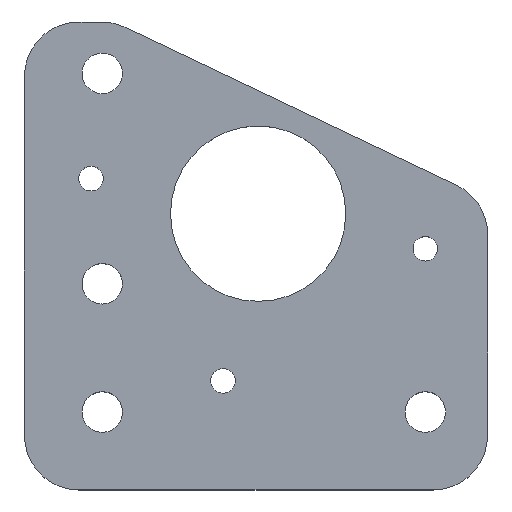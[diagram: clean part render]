
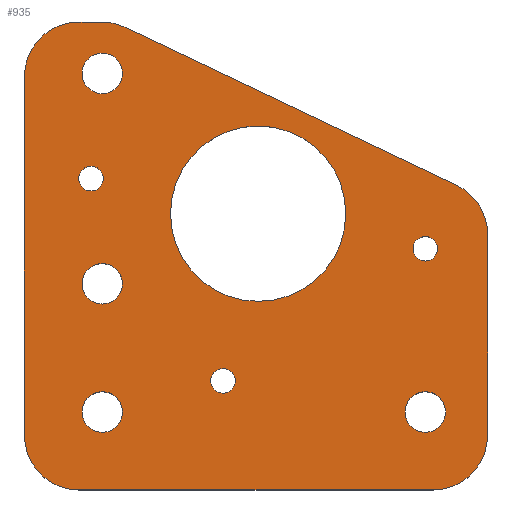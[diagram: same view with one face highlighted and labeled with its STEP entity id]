
A CAD part, top view. The second image highlights one B-rep face of the part: STEP entity #935.
In plain terms, the highlighted planar face has unit normal (0, 0, 1).
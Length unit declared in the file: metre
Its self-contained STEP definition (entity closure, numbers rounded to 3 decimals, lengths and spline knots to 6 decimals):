
#70=LINE('',#1483,#130);
#72=LINE('',#1487,#132);
#75=LINE('',#1493,#135);
#78=LINE('',#1499,#138);
#81=LINE('',#1528,#141);
#130=VECTOR('',#1179,1.);
#132=VECTOR('',#1183,1.);
#135=VECTOR('',#1188,1.);
#138=VECTOR('',#1193,1.);
#141=VECTOR('',#1228,1.);
#250=ORIENTED_EDGE('',*,*,#471,.T.);
#251=ORIENTED_EDGE('',*,*,#494,.T.);
#252=ORIENTED_EDGE('',*,*,#473,.F.);
#253=ORIENTED_EDGE('',*,*,#495,.T.);
#254=ORIENTED_EDGE('',*,*,#476,.F.);
#255=ORIENTED_EDGE('',*,*,#496,.T.);
#256=ORIENTED_EDGE('',*,*,#479,.T.);
#257=ORIENTED_EDGE('',*,*,#497,.T.);
#258=ORIENTED_EDGE('',*,*,#490,.T.);
#259=ORIENTED_EDGE('',*,*,#498,.T.);
#260=ORIENTED_EDGE('',*,*,#489,.F.);
#261=ORIENTED_EDGE('',*,*,#488,.F.);
#262=ORIENTED_EDGE('',*,*,#487,.F.);
#263=ORIENTED_EDGE('',*,*,#486,.F.);
#264=ORIENTED_EDGE('',*,*,#485,.F.);
#265=ORIENTED_EDGE('',*,*,#484,.F.);
#266=ORIENTED_EDGE('',*,*,#482,.F.);
#267=ORIENTED_EDGE('',*,*,#493,.F.);
#471=EDGE_CURVE('',#599,#598,#70,.T.);
#473=EDGE_CURVE('',#600,#601,#72,.T.);
#476=EDGE_CURVE('',#602,#603,#75,.T.);
#479=EDGE_CURVE('',#604,#605,#78,.T.);
#482=EDGE_CURVE('',#606,#606,#676,.T.);
#484=EDGE_CURVE('',#608,#608,#678,.T.);
#485=EDGE_CURVE('',#609,#609,#679,.T.);
#486=EDGE_CURVE('',#610,#610,#680,.T.);
#487=EDGE_CURVE('',#611,#611,#681,.T.);
#488=EDGE_CURVE('',#612,#612,#682,.T.);
#489=EDGE_CURVE('',#613,#613,#683,.T.);
#490=EDGE_CURVE('',#614,#615,#81,.T.);
#493=EDGE_CURVE('',#616,#616,#684,.T.);
#494=EDGE_CURVE('',#598,#601,#685,.T.);
#495=EDGE_CURVE('',#600,#603,#686,.T.);
#496=EDGE_CURVE('',#602,#604,#687,.T.);
#497=EDGE_CURVE('',#605,#614,#688,.T.);
#498=EDGE_CURVE('',#615,#599,#689,.T.);
#598=VERTEX_POINT('',#1482);
#599=VERTEX_POINT('',#1484);
#600=VERTEX_POINT('',#1488);
#601=VERTEX_POINT('',#1489);
#602=VERTEX_POINT('',#1494);
#603=VERTEX_POINT('',#1495);
#604=VERTEX_POINT('',#1500);
#605=VERTEX_POINT('',#1501);
#606=VERTEX_POINT('',#1506);
#608=VERTEX_POINT('',#1511);
#609=VERTEX_POINT('',#1514);
#610=VERTEX_POINT('',#1517);
#611=VERTEX_POINT('',#1520);
#612=VERTEX_POINT('',#1523);
#613=VERTEX_POINT('',#1526);
#614=VERTEX_POINT('',#1529);
#615=VERTEX_POINT('',#1530);
#616=VERTEX_POINT('',#1535);
#676=CIRCLE('',#1022,0.0026);
#678=CIRCLE('',#1025,0.001575);
#679=CIRCLE('',#1027,0.0026);
#680=CIRCLE('',#1029,0.0026);
#681=CIRCLE('',#1031,0.001575);
#682=CIRCLE('',#1033,0.001575);
#683=CIRCLE('',#1035,0.01125);
#684=CIRCLE('',#1038,0.0026);
#685=CIRCLE('',#1040,0.007);
#686=CIRCLE('',#1041,0.007);
#687=CIRCLE('',#1042,0.007);
#688=CIRCLE('',#1043,0.007);
#689=CIRCLE('',#1044,0.007);
#746=EDGE_LOOP('',(#250,#251,#252,#253,#254,#255,#256,#257,#258,#259));
#747=EDGE_LOOP('',(#260));
#748=EDGE_LOOP('',(#261));
#749=EDGE_LOOP('',(#262));
#750=EDGE_LOOP('',(#263));
#751=EDGE_LOOP('',(#264));
#752=EDGE_LOOP('',(#265));
#753=EDGE_LOOP('',(#266));
#754=EDGE_LOOP('',(#267));
#839=FACE_BOUND('',#746,.T.);
#840=FACE_BOUND('',#747,.T.);
#841=FACE_BOUND('',#748,.T.);
#842=FACE_BOUND('',#749,.T.);
#843=FACE_BOUND('',#750,.T.);
#844=FACE_BOUND('',#751,.T.);
#845=FACE_BOUND('',#752,.T.);
#846=FACE_BOUND('',#753,.T.);
#847=FACE_BOUND('',#754,.T.);
#902=PLANE('',#1039);
#935=ADVANCED_FACE('',(#839,#840,#841,#842,#843,#844,#845,#846,#847),#902,
 .T.);
#1022=AXIS2_PLACEMENT_3D('',#1505,#1198,#1199);
#1025=AXIS2_PLACEMENT_3D('',#1510,#1204,#1205);
#1027=AXIS2_PLACEMENT_3D('',#1513,#1208,#1209);
#1029=AXIS2_PLACEMENT_3D('',#1516,#1212,#1213);
#1031=AXIS2_PLACEMENT_3D('',#1519,#1216,#1217);
#1033=AXIS2_PLACEMENT_3D('',#1522,#1220,#1221);
#1035=AXIS2_PLACEMENT_3D('',#1525,#1224,#1225);
#1038=AXIS2_PLACEMENT_3D('',#1534,#1233,#1234);
#1039=AXIS2_PLACEMENT_3D('',#1536,#1235,#1236);
#1040=AXIS2_PLACEMENT_3D('',#1537,#1237,#1238);
#1041=AXIS2_PLACEMENT_3D('',#1538,#1239,#1240);
#1042=AXIS2_PLACEMENT_3D('',#1539,#1241,#1242);
#1043=AXIS2_PLACEMENT_3D('',#1540,#1243,#1244);
#1044=AXIS2_PLACEMENT_3D('',#1541,#1245,#1246);
#1179=DIRECTION('',(-0.903,0.43,0.));
#1183=DIRECTION('',(1.,0.,0.));
#1188=DIRECTION('',(0.,1.,0.));
#1193=DIRECTION('',(1.,0.,0.));
#1198=DIRECTION('',(0.,0.,1.));
#1199=DIRECTION('',(1.,0.,0.));
#1204=DIRECTION('',(0.,0.,1.));
#1205=DIRECTION('',(1.,0.,0.));
#1208=DIRECTION('',(0.,0.,1.));
#1209=DIRECTION('',(1.,0.,0.));
#1212=DIRECTION('',(0.,0.,1.));
#1213=DIRECTION('',(1.,0.,0.));
#1216=DIRECTION('',(0.,0.,1.));
#1217=DIRECTION('',(1.,0.,0.));
#1220=DIRECTION('',(0.,0.,1.));
#1221=DIRECTION('',(1.,0.,0.));
#1224=DIRECTION('',(0.,0.,1.));
#1225=DIRECTION('',(1.,0.,0.));
#1228=DIRECTION('',(0.,1.,0.));
#1233=DIRECTION('',(0.,0.,1.));
#1234=DIRECTION('',(1.,0.,0.));
#1235=DIRECTION('',(0.,0.,1.));
#1236=DIRECTION('',(1.,0.,0.));
#1237=DIRECTION('',(0.,0.,1.));
#1238=DIRECTION('',(1.,0.,0.));
#1239=DIRECTION('',(0.,0.,1.));
#1240=DIRECTION('',(1.,0.,0.));
#1241=DIRECTION('',(0.,0.,1.));
#1242=DIRECTION('',(1.,0.,0.));
#1243=DIRECTION('',(0.,0.,1.));
#1244=DIRECTION('',(1.,0.,0.));
#1245=DIRECTION('',(0.,0.,1.));
#1246=DIRECTION('',(1.,0.,0.));
#1482=CARTESIAN_POINT('',(0.00292,0.049373,0.0454));
#1483=CARTESIAN_POINT('',(0.029727,0.036604,0.0454));
#1484=CARTESIAN_POINT('',(0.045464,0.029108,0.0454));
#1487=CARTESIAN_POINT('',(-0.004254,0.050053,0.0454));
#1488=CARTESIAN_POINT('',(-0.003,0.050053,0.0454));
#1489=CARTESIAN_POINT('',(-0.00009,0.050053,0.0454));
#1493=CARTESIAN_POINT('',(-0.01,0.030027,0.0454));
#1494=CARTESIAN_POINT('',(-0.01,-0.003,0.0454));
#1495=CARTESIAN_POINT('',(-0.01,0.043053,0.0454));
#1499=CARTESIAN_POINT('',(0.029727,-0.01,0.0454));
#1500=CARTESIAN_POINT('',(-0.003,-0.01,0.0454));
#1501=CARTESIAN_POINT('',(0.042453,-0.01,0.0454));
#1505=CARTESIAN_POINT('',(0.,0.016453,0.0454));
#1506=CARTESIAN_POINT('',(0.0026,0.016453,0.0454));
#1510=CARTESIAN_POINT('',(-0.001453,0.029953,0.0454));
#1511=CARTESIAN_POINT('',(0.000122,0.029953,0.0454));
#1513=CARTESIAN_POINT('',(0.,0.,0.0454));
#1514=CARTESIAN_POINT('',(0.0026,0.,0.0454));
#1516=CARTESIAN_POINT('',(0.041453,0.,0.0454));
#1517=CARTESIAN_POINT('',(0.044053,0.,0.0454));
#1519=CARTESIAN_POINT('',(0.041453,0.020953,0.0454));
#1520=CARTESIAN_POINT('',(0.043028,0.020953,0.0454));
#1522=CARTESIAN_POINT('',(0.0155,0.004,0.0454));
#1523=CARTESIAN_POINT('',(0.017075,0.004,0.0454));
#1525=CARTESIAN_POINT('',(0.02,0.025453,0.0454));
#1526=CARTESIAN_POINT('',(0.03125,0.025453,0.0454));
#1528=CARTESIAN_POINT('',(0.049453,0.,0.0454));
#1529=CARTESIAN_POINT('',(0.049453,-0.003,0.0454));
#1530=CARTESIAN_POINT('',(0.049453,0.022789,0.0454));
#1534=CARTESIAN_POINT('',(0.,0.043453,0.0454));
#1535=CARTESIAN_POINT('',(0.0026,0.043453,0.0454));
#1536=CARTESIAN_POINT('',(0.019727,0.020027,0.0454));
#1537=CARTESIAN_POINT('',(-0.00009,0.043053,0.0454));
#1538=CARTESIAN_POINT('',(-0.003,0.043053,0.0454));
#1539=CARTESIAN_POINT('',(-0.003,-0.003,0.0454));
#1540=CARTESIAN_POINT('',(0.042453,-0.003,0.0454));
#1541=CARTESIAN_POINT('',(0.042453,0.022789,0.0454));
